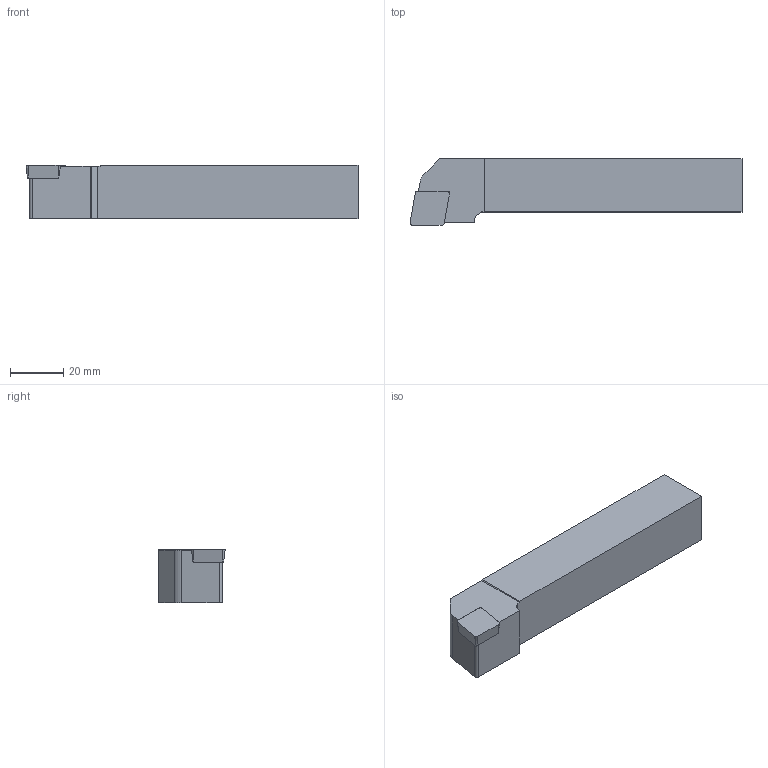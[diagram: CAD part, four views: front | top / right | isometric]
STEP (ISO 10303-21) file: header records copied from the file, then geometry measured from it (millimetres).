
FILE_DESCRIPTION(/* description */ (''),/* implementation_level */ '2;1');
FILE_NAME(/* name */ 'SCACR-2020-K12.stp',/* time_stamp */ '2023-10-13T08:15:49+03:00',/* author */ (''),/* organization */ (''),/* preprocessor_version */ 'ST-DEVELOPER v19.4',/* originating_system */ 'SIEMENS PLM Software NX2306.3001',/* authorisation */ '');
FILE_SCHEMA (('AUTOMOTIVE_DESIGN { 1 0 10303 214 3 1 1 1 }'));
Length unit declared in the file: millimetre
Products named in the file (1): model1
Bounding box: 124.85 x 25 x 20 mm (x, y, z)
Volume: 49892.6 mm3; surface area: 11219.6 mm2
Topology: 2 solids, 2 shells, 27 faces, 69 edges, 46 vertices
Faces by surface type: plane 21, cone 4, cylinder 2
Entity records: 915 total; most frequent: CARTESIAN_POINT 143, ORIENTED_EDGE 138, DIRECTION 137, EDGE_CURVE 69, LINE 57, VECTOR 57, VERTEX_POINT 46, AXIS2_PLACEMENT_3D 40
